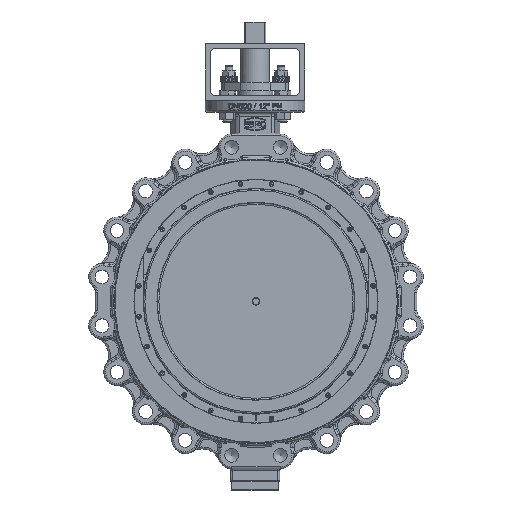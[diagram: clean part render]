
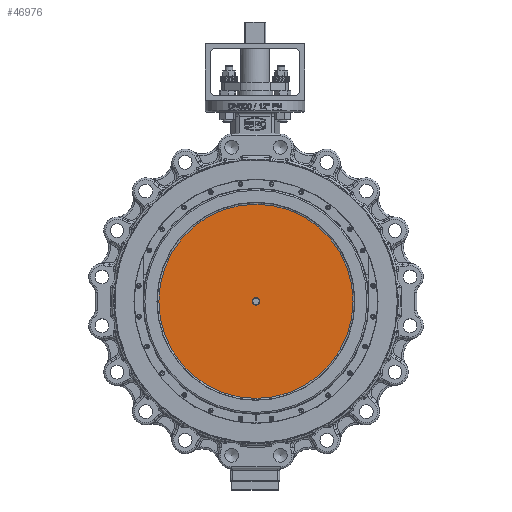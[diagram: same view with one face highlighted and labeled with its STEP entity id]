
A CAD part, top view. The second image highlights one B-rep face of the part: STEP entity #46976.
In plain terms, the highlighted planar face has unit normal (-0.002, 0, 1).
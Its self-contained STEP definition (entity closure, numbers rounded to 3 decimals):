
#7322=PLANE('',#52369);
#8063=FACE_BOUND('',#13857,.T.);
#10474=FACE_OUTER_BOUND('',#13856,.T.);
#13856=EDGE_LOOP('',(#38207));
#13857=EDGE_LOOP('',(#38208));
#17456=CIRCLE('',#52367,8.);
#17457=CIRCLE('',#52370,205.429);
#21093=VERTEX_POINT('',#107399);
#21094=VERTEX_POINT('',#107403);
#26967=EDGE_CURVE('',#21093,#21093,#17456,.T.);
#26968=EDGE_CURVE('',#21094,#21094,#17457,.T.);
#38207=ORIENTED_EDGE('',*,*,#26968,.F.);
#38208=ORIENTED_EDGE('',*,*,#26967,.F.);
#46976=ADVANCED_FACE('',(#10474,#8063),#7322,.F.);
#52367=AXIS2_PLACEMENT_3D('',#107400,#64527,#64528);
#52369=AXIS2_PLACEMENT_3D('',#107402,#64531,#64532);
#52370=AXIS2_PLACEMENT_3D('',#107404,#64533,#64534);
#64527=DIRECTION('center_axis',(-0.002,0.,
1.));
#64528=DIRECTION('ref_axis',(0.,-1.,0.));
#64531=DIRECTION('center_axis',(0.002,0.,
-1.));
#64532=DIRECTION('ref_axis',(0.,-1.,0.));
#64533=DIRECTION('center_axis',(0.002,0.,
-1.));
#64534=DIRECTION('ref_axis',(1.,0.,0.002));
#107399=CARTESIAN_POINT('',(-0.115,8.,59.004));
#107400=CARTESIAN_POINT('Origin',(-0.115,0.,
59.004));
#107402=CARTESIAN_POINT('Origin',(-103.865,0.,
58.801));
#107403=CARTESIAN_POINT('',(-205.544,0.,58.602));
#107404=CARTESIAN_POINT('Origin',(-0.115,0.,
59.004));
